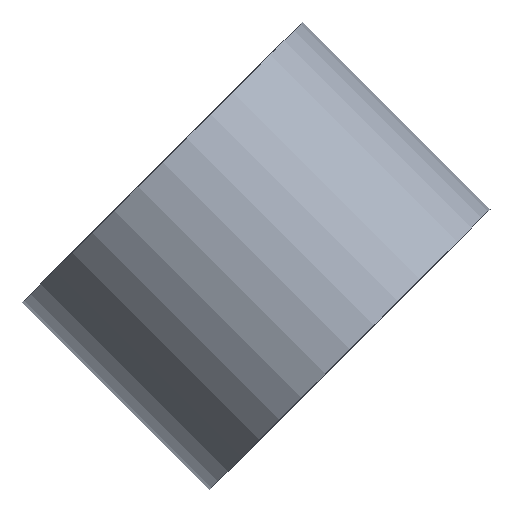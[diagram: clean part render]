
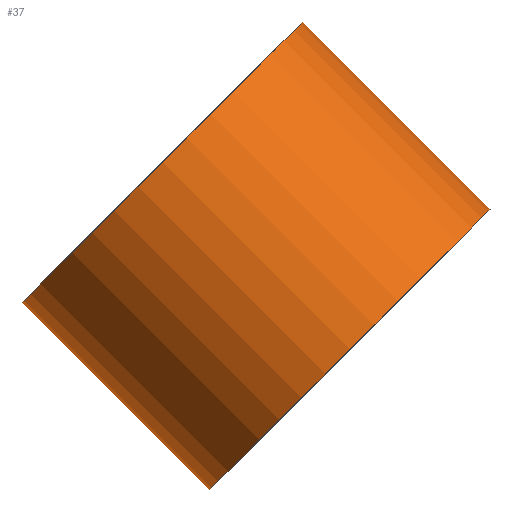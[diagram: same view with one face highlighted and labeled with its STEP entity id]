
A CAD part, front view. The second image highlights one B-rep face of the part: STEP entity #37.
In plain terms, the highlighted cylindrical face has radius 9.525 mm (diameter 19.05 mm), a full revolution.
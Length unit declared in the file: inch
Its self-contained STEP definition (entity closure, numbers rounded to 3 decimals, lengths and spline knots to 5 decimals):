
#15=FACE_BOUND('',#22,.T.);
#16=CYLINDRICAL_SURFACE('',#49,0.375);
#18=FACE_OUTER_BOUND('',#21,.T.);
#21=EDGE_LOOP('',(#31));
#22=EDGE_LOOP('',(#32));
#24=CIRCLE('',#48,0.375);
#25=CIRCLE('',#50,0.375);
#26=VERTEX_POINT('',#66);
#27=VERTEX_POINT('',#69);
#28=EDGE_CURVE('',#26,#26,#24,.T.);
#29=EDGE_CURVE('',#27,#27,#25,.T.);
#31=ORIENTED_EDGE('',*,*,#29,.T.);
#32=ORIENTED_EDGE('',*,*,#28,.T.);
#37=ADVANCED_FACE('',(#18,#15),#16,.T.);
#48=AXIS2_PLACEMENT_3D('',#67,#56,#57);
#49=AXIS2_PLACEMENT_3D('',#68,#58,#59);
#50=AXIS2_PLACEMENT_3D('',#70,#60,#61);
#56=DIRECTION('center_axis',(0.707,0.,-0.707));
#57=DIRECTION('ref_axis',(-0.707,0.,-0.707));
#58=DIRECTION('center_axis',(-0.707,0.,0.707));
#59=DIRECTION('ref_axis',(-0.707,0.,-0.707));
#60=DIRECTION('center_axis',(-0.707,0.,0.707));
#61=DIRECTION('ref_axis',(0.707,0.,0.707));
#66=CARTESIAN_POINT('',(-6.99668,0.,71.29772));
#67=CARTESIAN_POINT('Origin',(-7.26184,0.,71.03256));
#68=CARTESIAN_POINT('Origin',(-7.26184,0.,71.03256));
#69=CARTESIAN_POINT('',(-6.64312,0.,70.94417));
#70=CARTESIAN_POINT('Origin',(-6.90829,0.,70.679));
